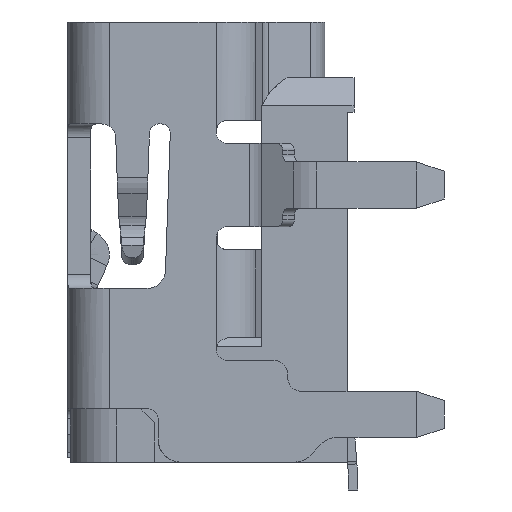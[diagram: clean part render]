
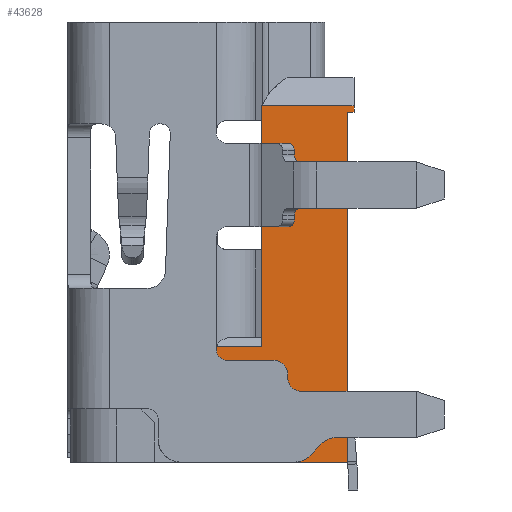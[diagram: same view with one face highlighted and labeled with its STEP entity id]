
A CAD part, left-side view. The second image highlights one B-rep face of the part: STEP entity #43628.
In plain terms, the highlighted planar face has unit normal (1, 0, 0).
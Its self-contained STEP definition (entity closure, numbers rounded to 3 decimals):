
#442 = LINE ( 'NONE', #54080, #38028 ) ;
#1294 = DIRECTION ( 'NONE',  ( 0., 0., 1. ) ) ;
#2729 = VECTOR ( 'NONE', #33612, 1000. ) ;
#2867 = VERTEX_POINT ( 'NONE', #50962 ) ;
#3786 = VECTOR ( 'NONE', #44564, 1000. ) ;
#5125 = ORIENTED_EDGE ( 'NONE', *, *, #45253, .F. ) ;
#5242 = DIRECTION ( 'NONE',  ( 0., 1., 0. ) ) ;
#5396 = ORIENTED_EDGE ( 'NONE', *, *, #50688, .F. ) ;
#5461 = PLANE ( 'NONE',  #10847 ) ;
#5819 = CARTESIAN_POINT ( 'NONE',  ( -6.95, 0., 3.405 ) ) ;
#6275 = CARTESIAN_POINT ( 'NONE',  ( -6.95, 0., 3.255 ) ) ;
#6333 = CARTESIAN_POINT ( 'NONE',  ( -6.95, -0.2, 0.616 ) ) ;
#6631 = CARTESIAN_POINT ( 'NONE',  ( -6.95, 4.994, 3.405 ) ) ;
#7802 = VERTEX_POINT ( 'NONE', #8964 ) ;
#8791 = CARTESIAN_POINT ( 'NONE',  ( -6.95, -0.2, -0.195 ) ) ;
#8964 = CARTESIAN_POINT ( 'NONE',  ( -6.95, -0.2, 1.415 ) ) ;
#9273 = CARTESIAN_POINT ( 'NONE',  ( -6.95, 4.85, -2.225 ) ) ;
#10232 = VECTOR ( 'NONE', #18056, 1000. ) ;
#10635 = VECTOR ( 'NONE', #44975, 1000. ) ;
#10847 = AXIS2_PLACEMENT_3D ( 'NONE', #23429, #14291, #1294 ) ;
#11765 = EDGE_CURVE ( 'NONE', #42161, #2867, #18732, .T. ) ;
#13077 = CARTESIAN_POINT ( 'NONE',  ( -6.95, 4.994, 1.415 ) ) ;
#14291 = DIRECTION ( 'NONE',  ( -1., 0., 0. ) ) ;
#15609 = LINE ( 'NONE', #55430, #2729 ) ;
#16129 = LINE ( 'NONE', #43255, #30690 ) ;
#17024 = EDGE_CURVE ( 'NONE', #26617, #23564, #15609, .T. ) ;
#17220 = DIRECTION ( 'NONE',  ( 0., -1., 0. ) ) ;
#18056 = DIRECTION ( 'NONE',  ( 0., 0., 1. ) ) ;
#18697 = EDGE_LOOP ( 'NONE', ( #26607, #30205, #25484, #5396, #32037, #5125, #55526, #45086 ) ) ;
#18732 = LINE ( 'NONE', #6275, #10635 ) ;
#21320 = CARTESIAN_POINT ( 'NONE',  ( -6.95, 0., 1.415 ) ) ;
#22569 = CARTESIAN_POINT ( 'NONE',  ( -6.95, 4.85, 3.405 ) ) ;
#23429 = CARTESIAN_POINT ( 'NONE',  ( -6.95, 0., -2.225 ) ) ;
#23564 = VERTEX_POINT ( 'NONE', #13077 ) ;
#24856 = LINE ( 'NONE', #6333, #57962 ) ;
#25484 = ORIENTED_EDGE ( 'NONE', *, *, #25600, .T. ) ;
#25600 = EDGE_CURVE ( 'NONE', #38553, #7802, #24856, .T. ) ;
#26460 = VERTEX_POINT ( 'NONE', #57661 ) ;
#26607 = ORIENTED_EDGE ( 'NONE', *, *, #33197, .T. ) ;
#26617 = VERTEX_POINT ( 'NONE', #6631 ) ;
#30205 = ORIENTED_EDGE ( 'NONE', *, *, #35700, .F. ) ;
#30690 = VECTOR ( 'NONE', #38843, 1000. ) ;
#32037 = ORIENTED_EDGE ( 'NONE', *, *, #17024, .F. ) ;
#32840 = VECTOR ( 'NONE', #5242, 1000. ) ;
#33197 = EDGE_CURVE ( 'NONE', #42161, #26460, #16129, .T. ) ;
#33612 = DIRECTION ( 'NONE',  ( 0., 0., -1. ) ) ;
#35700 = EDGE_CURVE ( 'NONE', #38553, #26460, #442, .T. ) ;
#38028 = VECTOR ( 'NONE', #17220, 1000. ) ;
#38553 = VERTEX_POINT ( 'NONE', #8791 ) ;
#38843 = DIRECTION ( 'NONE',  ( 0., 0., -1. ) ) ;
#42161 = VERTEX_POINT ( 'NONE', #57438 ) ;
#43255 = CARTESIAN_POINT ( 'NONE',  ( -6.95, -2.7, 0. ) ) ;
#43628 = ADVANCED_FACE ( 'NONE', ( #54950 ), #5461, .F. ) ;
#44012 = LINE ( 'NONE', #21320, #3786 ) ;
#44564 = DIRECTION ( 'NONE',  ( 0., -1., 0. ) ) ;
#44975 = DIRECTION ( 'NONE',  ( 0., 1., 0. ) ) ;
#45086 = ORIENTED_EDGE ( 'NONE', *, *, #11765, .F. ) ;
#45253 = EDGE_CURVE ( 'NONE', #46245, #26617, #50635, .T. ) ;
#45478 = LINE ( 'NONE', #9273, #10232 ) ;
#46245 = VERTEX_POINT ( 'NONE', #22569 ) ;
#47722 = EDGE_CURVE ( 'NONE', #2867, #46245, #45478, .T. ) ;
#50635 = LINE ( 'NONE', #5819, #32840 ) ;
#50688 = EDGE_CURVE ( 'NONE', #23564, #7802, #44012, .T. ) ;
#50962 = CARTESIAN_POINT ( 'NONE',  ( -6.95, 4.85, 3.255 ) ) ;
#54080 = CARTESIAN_POINT ( 'NONE',  ( -6.95, 0., -0.195 ) ) ;
#54950 = FACE_OUTER_BOUND ( 'NONE', #18697, .T. ) ;
#55430 = CARTESIAN_POINT ( 'NONE',  ( -6.95, 4.994, -2.225 ) ) ;
#55526 = ORIENTED_EDGE ( 'NONE', *, *, #47722, .F. ) ;
#55812 = DIRECTION ( 'NONE',  ( 0., 0., 1. ) ) ;
#57438 = CARTESIAN_POINT ( 'NONE',  ( -6.95, -2.7, 3.255 ) ) ;
#57661 = CARTESIAN_POINT ( 'NONE',  ( -6.95, -2.7, -0.195 ) ) ;
#57962 = VECTOR ( 'NONE', #55812, 1000. ) ;
